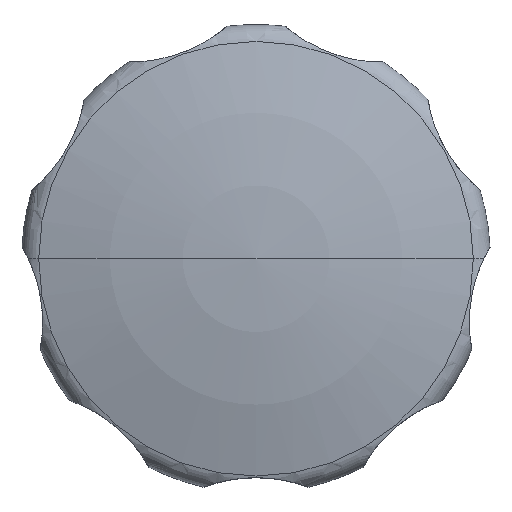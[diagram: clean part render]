
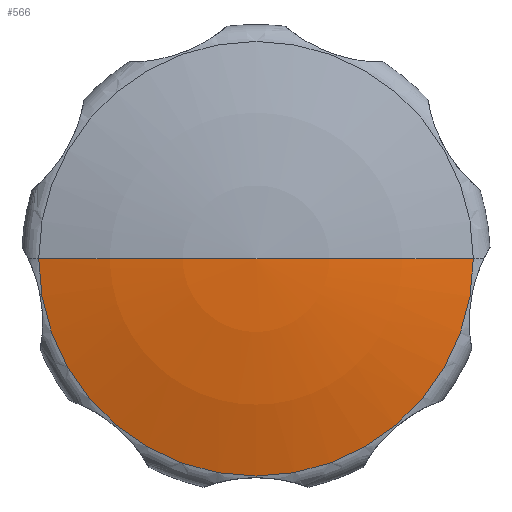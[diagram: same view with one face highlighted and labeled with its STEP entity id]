
A CAD part, top view. The second image highlights one B-rep face of the part: STEP entity #566.
In plain terms, the highlighted spherical face has radius 67.309 mm.
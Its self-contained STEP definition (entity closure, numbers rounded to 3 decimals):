
#242=EDGE_CURVE('',#340,#272,#651,.T.);
#272=VERTEX_POINT('',#683);
#298=EDGE_CURVE('',#388,#340,#710,.T.);
#340=VERTEX_POINT('',#756);
#364=EDGE_CURVE('',#388,#272,#782,.T.);
#388=VERTEX_POINT('',#809);
#566=ADVANCED_FACE('',(#1001),#1002,.T.);
#651=CIRCLE('',#1087,67.309);
#683=CARTESIAN_POINT('',(18.551,0.,37.393));
#710=CIRCLE('',#1210,67.309);
#756=CARTESIAN_POINT('',(0.,0.,40.0));
#782=CIRCLE('',#1441,18.551);
#809=CARTESIAN_POINT('',(-18.551,0.,37.393));
#1001=FACE_OUTER_BOUND('',#2053,.T.);
#1002=SPHERICAL_SURFACE('',#2054,67.309);
#1087=AXIS2_PLACEMENT_3D('',#2279,#2280,#2281);
#1210=AXIS2_PLACEMENT_3D('',#2338,#2339,#2340);
#1441=AXIS2_PLACEMENT_3D('',#2417,#2418,#2419);
#2053=EDGE_LOOP('',(#2637,#2638,#2639));
#2054=AXIS2_PLACEMENT_3D('',#2640,#2641,#2642);
#2279=CARTESIAN_POINT('',(0.,0.,-27.309));
#2280=DIRECTION('',(0.,1.0,0.));
#2281=DIRECTION('',(0.0,0.,-1.0));
#2338=CARTESIAN_POINT('',(0.,0.,-27.309));
#2339=DIRECTION('',(0.,1.0,0.));
#2340=DIRECTION('',(0.0,0.,-1.0));
#2417=CARTESIAN_POINT('',(0.,0.,37.393));
#2418=DIRECTION('',(0.,0.,1.0));
#2419=DIRECTION('',(-1.0,0.,0.));
#2637=ORIENTED_EDGE('',*,*,#298,.F.);
#2638=ORIENTED_EDGE('',*,*,#364,.T.);
#2639=ORIENTED_EDGE('',*,*,#242,.F.);
#2640=CARTESIAN_POINT('',(0.,0.,-27.309));
#2641=DIRECTION('',(0.,0.,1.0));
#2642=DIRECTION('',(-1.0,0.,0.0));
